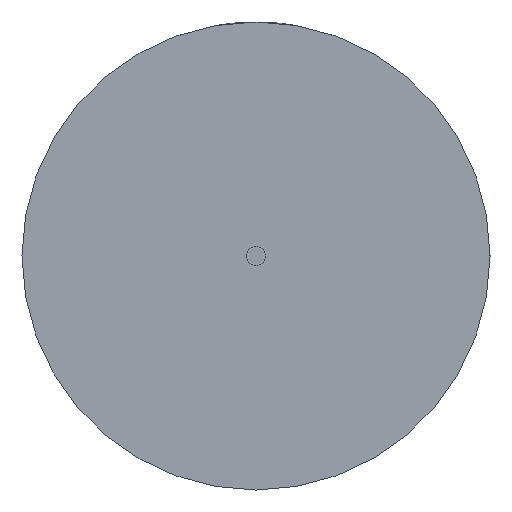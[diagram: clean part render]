
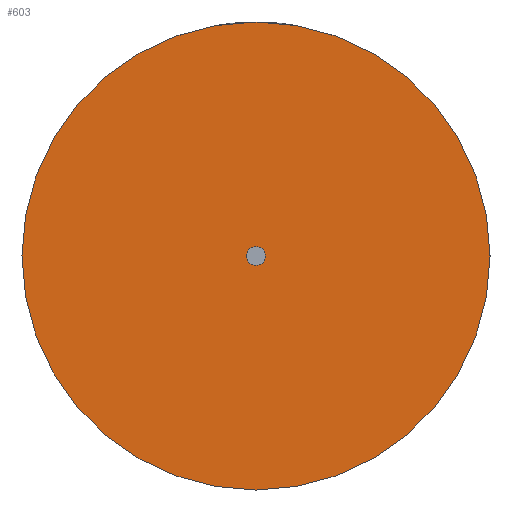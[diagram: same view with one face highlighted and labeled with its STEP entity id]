
A CAD part, left-side view. The second image highlights one B-rep face of the part: STEP entity #603.
In plain terms, the highlighted planar face has unit normal (-1, 0, 0).
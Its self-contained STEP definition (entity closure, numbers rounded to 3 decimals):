
#65 = DIRECTION ( 'NONE',  ( 0., 0., 1. ) ) ;
#141 = DIRECTION ( 'NONE',  ( -1., 0., 0. ) ) ;
#150 = CIRCLE ( 'NONE', #749, 14.75 ) ;
#293 = EDGE_CURVE ( 'NONE', #3157, #708, #528, .T. ) ;
#302 = EDGE_CURVE ( 'NONE', #884, #894, #2031, .T. ) ;
#346 = ORIENTED_EDGE ( 'NONE', *, *, #1848, .T. ) ;
#365 = DIRECTION ( 'NONE',  ( -1., 0., 0. ) ) ;
#528 = CIRCLE ( 'NONE', #1263, 0.6 ) ;
#603 = ADVANCED_FACE ( 'NONE', ( #913, #3229 ), #2497, .T. ) ;
#708 = VERTEX_POINT ( 'NONE', #1511 ) ;
#743 = EDGE_CURVE ( 'NONE', #708, #3157, #2353, .T. ) ;
#749 = AXIS2_PLACEMENT_3D ( 'NONE', #1628, #1884, #1875 ) ;
#884 = VERTEX_POINT ( 'NONE', #1384 ) ;
#894 = VERTEX_POINT ( 'NONE', #1417 ) ;
#898 = AXIS2_PLACEMENT_3D ( 'NONE', #2897, #1087, #1612 ) ;
#913 = FACE_OUTER_BOUND ( 'NONE', #1368, .T. ) ;
#958 = CARTESIAN_POINT ( 'NONE',  ( -0.005, 0., 0. ) ) ;
#1087 = DIRECTION ( 'NONE',  ( -1., 0., 0. ) ) ;
#1117 = ORIENTED_EDGE ( 'NONE', *, *, #302, .T. ) ;
#1118 = DIRECTION ( 'NONE',  ( 0., 0., 1. ) ) ;
#1153 = DIRECTION ( 'NONE',  ( 0., 0., 1. ) ) ;
#1263 = AXIS2_PLACEMENT_3D ( 'NONE', #2669, #365, #1153 ) ;
#1296 = EDGE_LOOP ( 'NONE', ( #2501, #2850 ) ) ;
#1368 = EDGE_LOOP ( 'NONE', ( #346, #1117 ) ) ;
#1384 = CARTESIAN_POINT ( 'NONE',  ( -0.005, 0., 14.75 ) ) ;
#1417 = CARTESIAN_POINT ( 'NONE',  ( -0.005, 0., -14.75 ) ) ;
#1511 = CARTESIAN_POINT ( 'NONE',  ( -0.005, 0., -0.6 ) ) ;
#1612 = DIRECTION ( 'NONE',  ( 0., 0., 1. ) ) ;
#1628 = CARTESIAN_POINT ( 'NONE',  ( -0.005, 0., 0. ) ) ;
#1709 = AXIS2_PLACEMENT_3D ( 'NONE', #1874, #141, #1118 ) ;
#1848 = EDGE_CURVE ( 'NONE', #894, #884, #150, .T. ) ;
#1874 = CARTESIAN_POINT ( 'NONE',  ( -0.005, 0., 0. ) ) ;
#1875 = DIRECTION ( 'NONE',  ( 0., 0., 1. ) ) ;
#1884 = DIRECTION ( 'NONE',  ( -1., 0., 0. ) ) ;
#1920 = AXIS2_PLACEMENT_3D ( 'NONE', #958, #2755, #65 ) ;
#1979 = CARTESIAN_POINT ( 'NONE',  ( -0.005, 0., 0.6 ) ) ;
#2031 = CIRCLE ( 'NONE', #1709, 14.75 ) ;
#2353 = CIRCLE ( 'NONE', #898, 0.6 ) ;
#2497 = PLANE ( 'NONE',  #1920 ) ;
#2501 = ORIENTED_EDGE ( 'NONE', *, *, #743, .F. ) ;
#2669 = CARTESIAN_POINT ( 'NONE',  ( -0.005, 0., 0. ) ) ;
#2755 = DIRECTION ( 'NONE',  ( -1., 0., 0. ) ) ;
#2850 = ORIENTED_EDGE ( 'NONE', *, *, #293, .F. ) ;
#2897 = CARTESIAN_POINT ( 'NONE',  ( -0.005, 0., 0. ) ) ;
#3157 = VERTEX_POINT ( 'NONE', #1979 ) ;
#3229 = FACE_BOUND ( 'NONE', #1296, .T. ) ;
